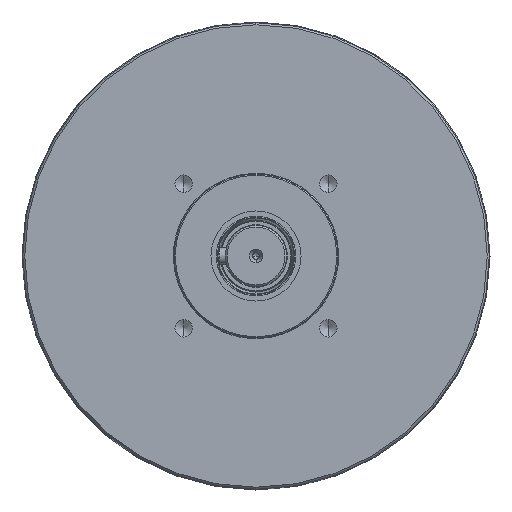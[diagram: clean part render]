
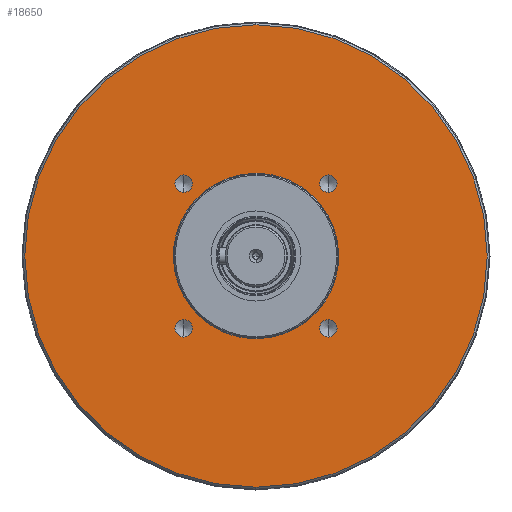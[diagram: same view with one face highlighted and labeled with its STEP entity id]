
A CAD part, left-side view. The second image highlights one B-rep face of the part: STEP entity #18650.
In plain terms, the highlighted planar face has unit normal (-1, 0, 0).
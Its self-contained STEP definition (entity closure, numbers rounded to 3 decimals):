
#327 = CARTESIAN_POINT ( 'NONE',  ( 0., 35.355, -35.355 ) ) ;
#1407 = CARTESIAN_POINT ( 'NONE',  ( 0., -80.8, 40.4 ) ) ;
#1730 = VERTEX_POINT ( 'NONE', #9474 ) ;
#1809 = DIRECTION ( 'NONE',  ( 0., 0., 1. ) ) ;
#2461 = CARTESIAN_POINT ( 'NONE',  ( 0., -35.355, 35.355 ) ) ;
#2908 = FACE_BOUND ( 'NONE', #30586, .T. ) ;
#3176 = VERTEX_POINT ( 'NONE', #63840 ) ;
#3445 = VERTEX_POINT ( 'NONE', #66394 ) ;
#4352 = DIRECTION ( 'NONE',  ( -1., 0., 0. ) ) ;
#4517 = EDGE_CURVE ( 'NONE', #63133, #3176, #19629, .T. ) ;
#6204 = CARTESIAN_POINT ( 'NONE',  ( 0., 35.355, 35.355 ) ) ;
#6517 = CARTESIAN_POINT ( 'NONE',  ( 0., 35.355, 31.105 ) ) ;
#6562 = DIRECTION ( 'NONE',  ( -1., 0., 0. ) ) ;
#7626 = DIRECTION ( 'NONE',  ( 0., 0., 1. ) ) ;
#8255 = FACE_BOUND ( 'NONE', #43048, .T. ) ;
#8419 = CIRCLE ( 'NONE', #45947, 113. ) ;
#8492 = CIRCLE ( 'NONE', #24555, 4.25 ) ;
#8691 = EDGE_LOOP ( 'NONE', ( #23206, #55983 ) ) ;
#9474 = CARTESIAN_POINT ( 'NONE',  ( 0., 0., -40.4 ) ) ;
#9869 = CARTESIAN_POINT ( 'NONE',  ( 0., 0., -40.4 ) ) ;
#10222 = CIRCLE ( 'NONE', #47771, 4.25 ) ;
#10739 = CIRCLE ( 'NONE', #56850, 4.25 ) ;
#11232 = EDGE_CURVE ( 'NONE', #48981, #51901, #65880, .T. ) ;
#12098 = CARTESIAN_POINT ( 'NONE',  ( 0., 35.355, -31.105 ) ) ;
#12911 = CARTESIAN_POINT ( 'NONE',  ( 0., 0., -113. ) ) ;
#13627 = DIRECTION ( 'NONE',  ( 0., 0., -1. ) ) ;
#13827 = EDGE_CURVE ( 'NONE', #31222, #3445, #20927, .T. ) ;
#14742 = CARTESIAN_POINT ( 'NONE',  ( 0., -35.355, 39.605 ) ) ;
#16179 = ORIENTED_EDGE ( 'NONE', *, *, #4517, .F. ) ;
#17349 = FACE_BOUND ( 'NONE', #8691, .T. ) ;
#17515 = ORIENTED_EDGE ( 'NONE', *, *, #13827, .F. ) ;
#17891 = DIRECTION ( 'NONE',  ( -1., 0., 0. ) ) ;
#18650 = ADVANCED_FACE ( 'NONE', ( #53588, #8255, #63990, #59603, #17349, #2908 ), #38833, .F. ) ;
#19015 = EDGE_CURVE ( 'NONE', #51901, #48981, #52271, .T. ) ;
#19629 = CIRCLE ( 'NONE', #59327, 4.25 ) ;
#19748 = EDGE_LOOP ( 'NONE', ( #58430, #22138 ) ) ;
#19996 = DIRECTION ( 'NONE',  ( 0., 0., -1. ) ) ;
#20639 = EDGE_LOOP ( 'NONE', ( #17515, #53067 ) ) ;
#20927 = CIRCLE ( 'NONE', #46673, 4.25 ) ;
#21277 = EDGE_CURVE ( 'NONE', #44443, #57422, #8419, .T. ) ;
#22138 = ORIENTED_EDGE ( 'NONE', *, *, #21277, .F. ) ;
#22182 = EDGE_CURVE ( 'NONE', #25993, #39160, #10739, .T. ) ;
#23206 = ORIENTED_EDGE ( 'NONE', *, *, #19015, .F. ) ;
#23338 = AXIS2_PLACEMENT_3D ( 'NONE', #6204, #64569, #43451 ) ;
#23562 = DIRECTION ( 'NONE',  ( 1., 0., 0. ) ) ;
#24555 = AXIS2_PLACEMENT_3D ( 'NONE', #327, #4352, #24829 ) ;
#24636 = CARTESIAN_POINT ( 'NONE',  ( 0., 35.355, -39.605 ) ) ;
#24829 = DIRECTION ( 'NONE',  ( 0., 0., 1. ) ) ;
#25218 = EDGE_CURVE ( 'NONE', #1730, #30059, #52578, .T. ) ;
#25993 = VERTEX_POINT ( 'NONE', #12098 ) ;
#26249 = ORIENTED_EDGE ( 'NONE', *, *, #25218, .F. ) ;
#26924 = CARTESIAN_POINT ( 'NONE',  ( 0., 0., -40.4 ) ) ;
#26938 = DIRECTION ( 'NONE',  ( -1., 0., 0. ) ) ;
#30059 = VERTEX_POINT ( 'NONE', #43647 ) ;
#30586 = EDGE_LOOP ( 'NONE', ( #40826, #38941 ) ) ;
#31222 = VERTEX_POINT ( 'NONE', #14742 ) ;
#31310 = CARTESIAN_POINT ( 'NONE',  ( 0., -35.355, -35.355 ) ) ;
#31610 = DIRECTION ( 'NONE',  ( 0., 0., 1. ) ) ;
#32625 = CARTESIAN_POINT ( 'NONE',  ( 0., 0., 40.4 ) ) ;
#32831 = CARTESIAN_POINT ( 'NONE',  ( 0., 35.355, 35.355 ) ) ;
#32892 = CARTESIAN_POINT ( 'NONE',  ( 0., -35.355, -39.605 ) ) ;
#34754 = CIRCLE ( 'NONE', #43484, 113. ) ;
#36647 = DIRECTION ( 'NONE',  ( -1., 0., 0. ) ) ;
#36977 = AXIS2_PLACEMENT_3D ( 'NONE', #32831, #43555, #7626 ) ;
#37441 = EDGE_CURVE ( 'NONE', #39160, #25993, #8492, .T. ) ;
#37846 = CARTESIAN_POINT ( 'NONE',  ( 0., 113., 0. ) ) ;
#38003 = DIRECTION ( 'NONE',  ( 0., 0., 1. ) ) ;
#38369 = CARTESIAN_POINT ( 'NONE',  ( 0., 0., 0. ) ) ;
#38833 = PLANE ( 'NONE',  #54433 ) ;
#38941 = ORIENTED_EDGE ( 'NONE', *, *, #37441, .F. ) ;
#39160 = VERTEX_POINT ( 'NONE', #24636 ) ;
#39775 = CARTESIAN_POINT ( 'NONE',  ( 0., 35.355, 39.605 ) ) ;
#40116 = CARTESIAN_POINT ( 'NONE',  ( 0., 0., 40.4 ) ) ;
#40826 = ORIENTED_EDGE ( 'NONE', *, *, #22182, .F. ) ;
#42645 = ORIENTED_EDGE ( 'NONE', *, *, #53165, .F. ) ;
#42787 =( BOUNDED_CURVE ( )  B_SPLINE_CURVE ( 3, ( #40116, #50171, #50491, #9869 ),
 .UNSPECIFIED., .F., .T. ) 
 B_SPLINE_CURVE_WITH_KNOTS ( ( 4, 4 ),
 ( 0., 1. ),
 .UNSPECIFIED. ) 
 CURVE ( )  GEOMETRIC_REPRESENTATION_ITEM ( )  RATIONAL_B_SPLINE_CURVE ( ( 1., 0.333, 0.333, 1. ) ) 
 REPRESENTATION_ITEM ( '' )  );
#43048 = EDGE_LOOP ( 'NONE', ( #26249, #47676 ) ) ;
#43451 = DIRECTION ( 'NONE',  ( 0., 0., 1. ) ) ;
#43484 = AXIS2_PLACEMENT_3D ( 'NONE', #50225, #51537, #19996 ) ;
#43555 = DIRECTION ( 'NONE',  ( -1., 0., 0. ) ) ;
#43647 = CARTESIAN_POINT ( 'NONE',  ( 0., 0., 40.4 ) ) ;
#44048 = DIRECTION ( 'NONE',  ( 0., 0., -1. ) ) ;
#44199 = DIRECTION ( 'NONE',  ( -1., 0., 0. ) ) ;
#44443 = VERTEX_POINT ( 'NONE', #49242 ) ;
#44558 = EDGE_CURVE ( 'NONE', #57422, #44443, #34754, .T. ) ;
#45947 = AXIS2_PLACEMENT_3D ( 'NONE', #38369, #23562, #44048 ) ;
#46091 = AXIS2_PLACEMENT_3D ( 'NONE', #60278, #44199, #49887 ) ;
#46673 = AXIS2_PLACEMENT_3D ( 'NONE', #2461, #17891, #1809 ) ;
#47026 = CARTESIAN_POINT ( 'NONE',  ( 0., -35.355, -35.355 ) ) ;
#47381 = CARTESIAN_POINT ( 'NONE',  ( 0., -80.8, -40.4 ) ) ;
#47676 = ORIENTED_EDGE ( 'NONE', *, *, #54558, .F. ) ;
#47771 = AXIS2_PLACEMENT_3D ( 'NONE', #47026, #36647, #31610 ) ;
#48981 = VERTEX_POINT ( 'NONE', #6517 ) ;
#49208 = DIRECTION ( 'NONE',  ( 1., 0., 0. ) ) ;
#49242 = CARTESIAN_POINT ( 'NONE',  ( 0., 0., 113. ) ) ;
#49887 = DIRECTION ( 'NONE',  ( 0., 0., 1. ) ) ;
#50171 = CARTESIAN_POINT ( 'NONE',  ( 0., 80.8, 40.4 ) ) ;
#50225 = CARTESIAN_POINT ( 'NONE',  ( 0., 0., 0. ) ) ;
#50491 = CARTESIAN_POINT ( 'NONE',  ( 0., 80.8, -40.4 ) ) ;
#51537 = DIRECTION ( 'NONE',  ( 1., 0., 0. ) ) ;
#51901 = VERTEX_POINT ( 'NONE', #39775 ) ;
#52271 = CIRCLE ( 'NONE', #23338, 4.25 ) ;
#52546 = CARTESIAN_POINT ( 'NONE',  ( 0., 35.355, -35.355 ) ) ;
#52578 =( BOUNDED_CURVE ( )  B_SPLINE_CURVE ( 3, ( #26924, #47381, #1407, #32625 ),
 .UNSPECIFIED., .F., .T. ) 
 B_SPLINE_CURVE_WITH_KNOTS ( ( 4, 4 ),
 ( 0., 1. ),
 .UNSPECIFIED. ) 
 CURVE ( )  GEOMETRIC_REPRESENTATION_ITEM ( )  RATIONAL_B_SPLINE_CURVE ( ( 1., 0.333, 0.333, 1. ) ) 
 REPRESENTATION_ITEM ( '' )  );
#53067 = ORIENTED_EDGE ( 'NONE', *, *, #62332, .F. ) ;
#53165 = EDGE_CURVE ( 'NONE', #3176, #63133, #10222, .T. ) ;
#53588 = FACE_OUTER_BOUND ( 'NONE', #19748, .T. ) ;
#54433 = AXIS2_PLACEMENT_3D ( 'NONE', #37846, #49208, #13627 ) ;
#54558 = EDGE_CURVE ( 'NONE', #30059, #1730, #42787, .T. ) ;
#55983 = ORIENTED_EDGE ( 'NONE', *, *, #11232, .F. ) ;
#56850 = AXIS2_PLACEMENT_3D ( 'NONE', #52546, #6562, #58241 ) ;
#57422 = VERTEX_POINT ( 'NONE', #12911 ) ;
#58241 = DIRECTION ( 'NONE',  ( 0., 0., 1. ) ) ;
#58430 = ORIENTED_EDGE ( 'NONE', *, *, #44558, .F. ) ;
#59327 = AXIS2_PLACEMENT_3D ( 'NONE', #31310, #26938, #38003 ) ;
#59603 = FACE_BOUND ( 'NONE', #20639, .T. ) ;
#60159 = CIRCLE ( 'NONE', #46091, 4.25 ) ;
#60278 = CARTESIAN_POINT ( 'NONE',  ( 0., -35.355, 35.355 ) ) ;
#61838 = EDGE_LOOP ( 'NONE', ( #42645, #16179 ) ) ;
#62332 = EDGE_CURVE ( 'NONE', #3445, #31222, #60159, .T. ) ;
#63133 = VERTEX_POINT ( 'NONE', #32892 ) ;
#63840 = CARTESIAN_POINT ( 'NONE',  ( 0., -35.355, -31.105 ) ) ;
#63990 = FACE_BOUND ( 'NONE', #61838, .T. ) ;
#64569 = DIRECTION ( 'NONE',  ( -1., 0., 0. ) ) ;
#65880 = CIRCLE ( 'NONE', #36977, 4.25 ) ;
#66394 = CARTESIAN_POINT ( 'NONE',  ( 0., -35.355, 31.105 ) ) ;
